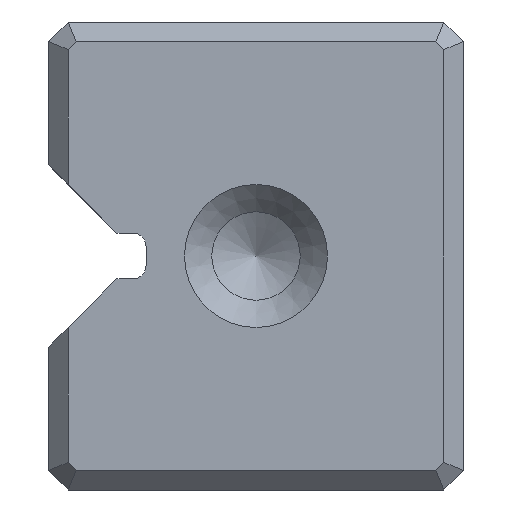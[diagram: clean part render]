
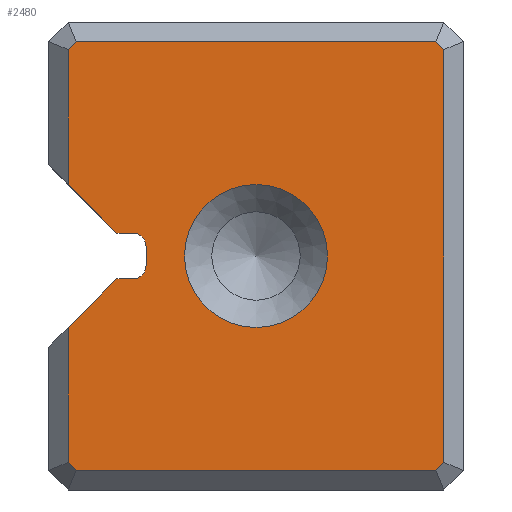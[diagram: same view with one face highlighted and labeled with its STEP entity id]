
A CAD part, left-side view. The second image highlights one B-rep face of the part: STEP entity #2480.
In plain terms, the highlighted planar face has unit normal (-1, 0, 0).
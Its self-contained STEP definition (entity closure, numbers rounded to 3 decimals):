
#2480=ADVANCED_FACE('',(#3370,#3371),#2856,.F.);
#2856=PLANE('',#8710);
#3099=CIRCLE('',#8707,5.5);
#3100=CIRCLE('',#8708,1.);
#3101=CIRCLE('',#8709,1.);
#3370=FACE_BOUND('',#3544,.T.);
#3371=FACE_BOUND('',#3545,.T.);
#3544=EDGE_LOOP('',(#4272));
#3545=EDGE_LOOP('',(#4273,#4274,#4275,#4276,#4277,#4278,#4279,#4280,#4281,
#4282,#4283,#4284,#4285,#4286,#4287,#4288));
#4272=ORIENTED_EDGE('',*,*,#6717,.T.);
#4273=ORIENTED_EDGE('',*,*,#6682,.F.);
#4274=ORIENTED_EDGE('',*,*,#6718,.T.);
#4275=ORIENTED_EDGE('',*,*,#6719,.T.);
#4276=ORIENTED_EDGE('',*,*,#6720,.T.);
#4277=ORIENTED_EDGE('',*,*,#6721,.T.);
#4278=ORIENTED_EDGE('',*,*,#6722,.T.);
#4279=ORIENTED_EDGE('',*,*,#6723,.T.);
#4280=ORIENTED_EDGE('',*,*,#6724,.T.);
#4281=ORIENTED_EDGE('',*,*,#6725,.T.);
#4282=ORIENTED_EDGE('',*,*,#6726,.T.);
#4283=ORIENTED_EDGE('',*,*,#6697,.F.);
#4284=ORIENTED_EDGE('',*,*,#6695,.F.);
#4285=ORIENTED_EDGE('',*,*,#6727,.T.);
#4286=ORIENTED_EDGE('',*,*,#6689,.F.);
#4287=ORIENTED_EDGE('',*,*,#6728,.T.);
#4288=ORIENTED_EDGE('',*,*,#6686,.F.);
#6055=VERTEX_POINT('',#11161);
#6056=VERTEX_POINT('',#11163);
#6059=VERTEX_POINT('',#11171);
#6061=VERTEX_POINT('',#11177);
#6062=VERTEX_POINT('',#11178);
#6067=VERTEX_POINT('',#11189);
#6068=VERTEX_POINT('',#11191);
#6069=VERTEX_POINT('',#11195);
#6084=VERTEX_POINT('',#11233);
#6085=VERTEX_POINT('',#11235);
#6086=VERTEX_POINT('',#11237);
#6087=VERTEX_POINT('',#11239);
#6088=VERTEX_POINT('',#11241);
#6089=VERTEX_POINT('',#11243);
#6090=VERTEX_POINT('',#11245);
#6091=VERTEX_POINT('',#11247);
#6092=VERTEX_POINT('',#11249);
#6682=EDGE_CURVE('',#6055,#6056,#7502,.T.);
#6686=EDGE_CURVE('',#6056,#6059,#7506,.T.);
#6689=EDGE_CURVE('',#6061,#6062,#7509,.T.);
#6695=EDGE_CURVE('',#6067,#6068,#7515,.T.);
#6697=EDGE_CURVE('',#6068,#6069,#7517,.T.);
#6717=EDGE_CURVE('',#6084,#6084,#3099,.T.);
#6718=EDGE_CURVE('',#6055,#6085,#7534,.T.);
#6719=EDGE_CURVE('',#6085,#6086,#7535,.T.);
#6720=EDGE_CURVE('',#6086,#6087,#7536,.T.);
#6721=EDGE_CURVE('',#6087,#6088,#7537,.T.);
#6722=EDGE_CURVE('',#6088,#6089,#7538,.T.);
#6723=EDGE_CURVE('',#6089,#6090,#7539,.T.);
#6724=EDGE_CURVE('',#6090,#6091,#7540,.T.);
#6725=EDGE_CURVE('',#6091,#6092,#7541,.T.);
#6726=EDGE_CURVE('',#6092,#6069,#7542,.T.);
#6727=EDGE_CURVE('',#6067,#6062,#3100,.T.);
#6728=EDGE_CURVE('',#6061,#6059,#3101,.T.);
#7502=LINE('',#11162,#8172);
#7506=LINE('',#11170,#8176);
#7509=LINE('',#11176,#8179);
#7515=LINE('',#11190,#8185);
#7517=LINE('',#11194,#8187);
#7534=LINE('',#11234,#8204);
#7535=LINE('',#11236,#8205);
#7536=LINE('',#11238,#8206);
#7537=LINE('',#11240,#8207);
#7538=LINE('',#11242,#8208);
#7539=LINE('',#11244,#8209);
#7540=LINE('',#11246,#8210);
#7541=LINE('',#11248,#8211);
#7542=LINE('',#11250,#8212);
#8172=VECTOR('',#9239,1.);
#8176=VECTOR('',#9245,1.);
#8179=VECTOR('',#9250,1.);
#8185=VECTOR('',#9258,1.);
#8187=VECTOR('',#9262,1.);
#8204=VECTOR('',#9293,1.);
#8205=VECTOR('',#9294,1.);
#8206=VECTOR('',#9295,1.);
#8207=VECTOR('',#9296,1.);
#8208=VECTOR('',#9297,1.);
#8209=VECTOR('',#9298,1.);
#8210=VECTOR('',#9299,1.);
#8211=VECTOR('',#9300,1.);
#8212=VECTOR('',#9301,1.);
#8707=AXIS2_PLACEMENT_3D('',#11232,#9291,#9292);
#8708=AXIS2_PLACEMENT_3D('',#11251,#9302,#9303);
#8709=AXIS2_PLACEMENT_3D('',#11252,#9304,#9305);
#8710=AXIS2_PLACEMENT_3D('',#11253,#9306,#9307);
#9239=DIRECTION('',(0.,-0.707,0.707));
#9245=DIRECTION('',(0.,-1.,0.));
#9250=DIRECTION('',(0.,0.,1.));
#9258=DIRECTION('',(0.,1.,0.));
#9262=DIRECTION('',(0.,0.707,0.707));
#9291=DIRECTION('',(1.,0.,0.));
#9292=DIRECTION('',(0.,0.,-1.));
#9293=DIRECTION('',(0.,0.,-1.));
#9294=DIRECTION('',(0.,-0.707,-0.707));
#9295=DIRECTION('',(0.,-1.,0.));
#9296=DIRECTION('',(0.,-0.707,0.707));
#9297=DIRECTION('',(0.,0.,1.));
#9298=DIRECTION('',(0.,0.707,0.707));
#9299=DIRECTION('',(0.,1.,0.));
#9300=DIRECTION('',(0.,0.707,-0.707));
#9301=DIRECTION('',(0.,0.,-1.));
#9302=DIRECTION('',(1.,0.,0.));
#9303=DIRECTION('',(0.,0.,-1.));
#9304=DIRECTION('',(1.,0.,0.));
#9305=DIRECTION('',(0.,0.,-1.));
#9306=DIRECTION('',(1.,0.,0.));
#9307=DIRECTION('',(0.,0.,1.));
#11161=CARTESIAN_POINT('',(-450.,14.45,12.493));
#11162=CARTESIAN_POINT('',(-450.,15.95,10.993));
#11163=CARTESIAN_POINT('',(-450.,10.693,16.25));
#11170=CARTESIAN_POINT('',(-450.,10.693,16.25));
#11171=CARTESIAN_POINT('',(-450.,9.45,16.25));
#11176=CARTESIAN_POINT('',(-450.,8.45,16.25));
#11177=CARTESIAN_POINT('',(-450.,8.45,17.25));
#11178=CARTESIAN_POINT('',(-450.,8.45,18.75));
#11189=CARTESIAN_POINT('',(-450.,9.45,19.75));
#11190=CARTESIAN_POINT('',(-450.,8.45,19.75));
#11191=CARTESIAN_POINT('',(-450.,10.693,19.75));
#11194=CARTESIAN_POINT('',(-450.,10.693,19.75));
#11195=CARTESIAN_POINT('',(-450.,14.45,23.507));
#11232=CARTESIAN_POINT('',(-450.,0.,18.));
#11233=CARTESIAN_POINT('',(-450.,0.,12.5));
#11234=CARTESIAN_POINT('',(-450.,14.45,0.));
#11235=CARTESIAN_POINT('',(-450.,14.45,2.121));
#11236=CARTESIAN_POINT('',(-450.,13.389,1.061));
#11237=CARTESIAN_POINT('',(-450.,13.829,1.5));
#11238=CARTESIAN_POINT('',(-450.,0.,1.5));
#11239=CARTESIAN_POINT('',(-450.,-13.829,1.5));
#11240=CARTESIAN_POINT('',(-450.,-14.889,2.561));
#11241=CARTESIAN_POINT('',(-450.,-14.45,2.121));
#11242=CARTESIAN_POINT('',(-450.,-14.45,0.));
#11243=CARTESIAN_POINT('',(-450.,-14.45,33.879));
#11244=CARTESIAN_POINT('',(-450.,-13.389,34.939));
#11245=CARTESIAN_POINT('',(-450.,-13.829,34.5));
#11246=CARTESIAN_POINT('',(-450.,0.,34.5));
#11247=CARTESIAN_POINT('',(-450.,13.829,34.5));
#11248=CARTESIAN_POINT('',(-450.,14.889,33.439));
#11249=CARTESIAN_POINT('',(-450.,14.45,33.879));
#11250=CARTESIAN_POINT('',(-450.,14.45,0.));
#11251=CARTESIAN_POINT('',(-450.,9.45,18.75));
#11252=CARTESIAN_POINT('',(-450.,9.45,17.25));
#11253=CARTESIAN_POINT('',(-450.,0.,0.));
